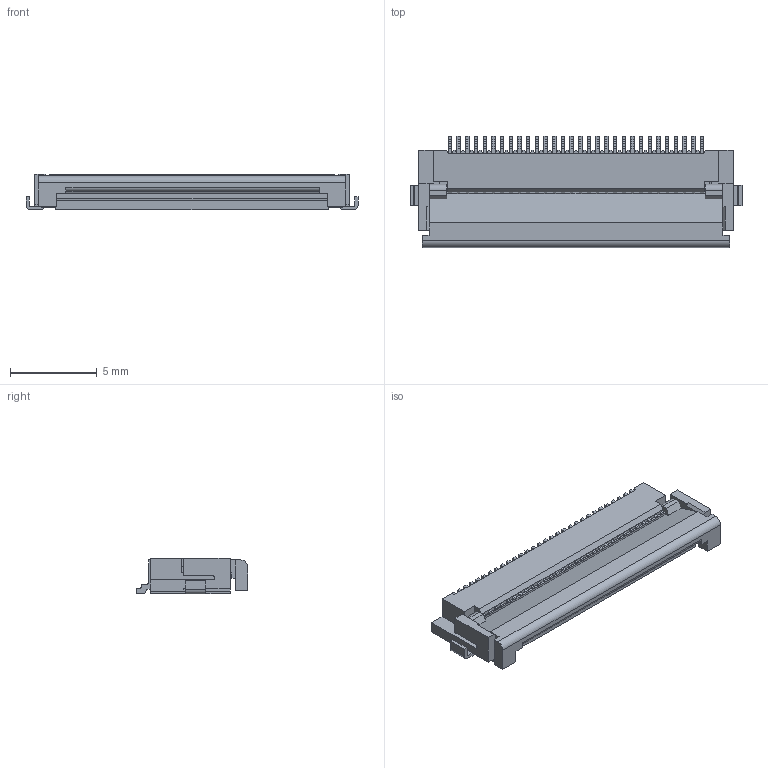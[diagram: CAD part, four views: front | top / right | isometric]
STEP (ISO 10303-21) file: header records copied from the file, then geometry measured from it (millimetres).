
FILE_DESCRIPTION((''),'2;1');
FILE_NAME('HIROSE_FH12-30S-0.5SH(55).stp','2012-06-07T08:02:08',(''),(''),'Mechanical Desktop 2011','Mechanical Desktop 2011',', , ');
FILE_SCHEMA(('AUTOMOTIVE_DESIGN { 1 2 10303 214 1 1 1 1 }'));
Length unit declared in the file: millimetre
Products named in the file (1): Product
Bounding box: 19.1 x 6.4 x 2.05 mm (x, y, z)
Volume: 148.9 mm3; surface area: 580.9 mm2
Topology: 64 solids, 64 shells, 1053 faces, 2677 edges, 1781 vertices
Faces by surface type: plane 880, cylinder 138, bspline 35
Entity records: 31315 total; most frequent: CARTESIAN_POINT 5617, ORIENTED_EDGE 5354, DIRECTION 4991, EDGE_CURVE 2677, VECTOR 2401, LINE 2401, VERTEX_POINT 1781, AXIS2_PLACEMENT_3D 1295
